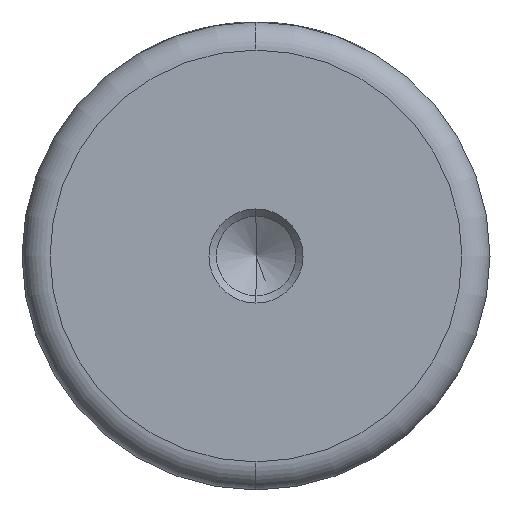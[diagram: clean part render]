
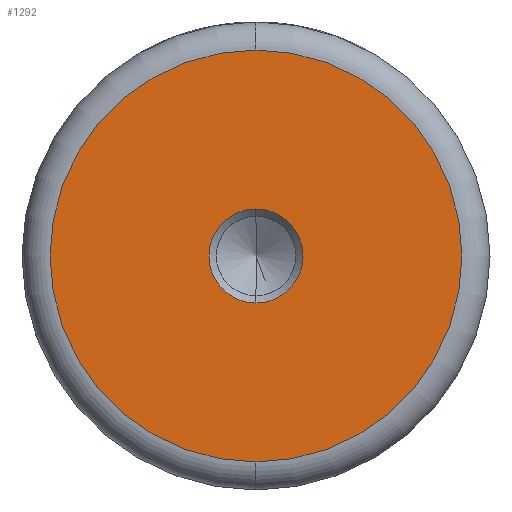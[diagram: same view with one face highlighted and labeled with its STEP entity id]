
A CAD part, left-side view. The second image highlights one B-rep face of the part: STEP entity #1292.
In plain terms, the highlighted planar face has unit normal (-1, 0, 0).
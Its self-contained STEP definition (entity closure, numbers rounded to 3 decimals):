
#100 = CARTESIAN_POINT ( 'NONE',  ( 0., 0., 22. ) ) ;
#144 = AXIS2_PLACEMENT_3D ( 'NONE', #1168, #1430, #761 ) ;
#162 = CARTESIAN_POINT ( 'NONE',  ( 0., 0., -5.025 ) ) ;
#241 = AXIS2_PLACEMENT_3D ( 'NONE', #1087, #437, #1201 ) ;
#260 = ORIENTED_EDGE ( 'NONE', *, *, #1067, .F. ) ;
#307 = EDGE_LOOP ( 'NONE', ( #260, #911 ) ) ;
#309 = ORIENTED_EDGE ( 'NONE', *, *, #1347, .T. ) ;
#335 = EDGE_CURVE ( 'NONE', #944, #849, #509, .T. ) ;
#370 = CIRCLE ( 'NONE', #738, 22. ) ;
#381 = EDGE_LOOP ( 'NONE', ( #309, #837 ) ) ;
#437 = DIRECTION ( 'NONE',  ( -1., 0., 0. ) ) ;
#443 = AXIS2_PLACEMENT_3D ( 'NONE', #1100, #457, #1219 ) ;
#457 = DIRECTION ( 'NONE',  ( -1., 0., 0. ) ) ;
#488 = CARTESIAN_POINT ( 'NONE',  ( 0., 0., 0. ) ) ;
#493 = CARTESIAN_POINT ( 'NONE',  ( 0., 0., 0. ) ) ;
#509 = CIRCLE ( 'NONE', #590, 5.025 ) ;
#590 = AXIS2_PLACEMENT_3D ( 'NONE', #488, #1250, #600 ) ;
#600 = DIRECTION ( 'NONE',  ( 0., 0., 1. ) ) ;
#604 = DIRECTION ( 'NONE',  ( 0., 0., 1. ) ) ;
#649 = PLANE ( 'NONE',  #144 ) ;
#728 = CARTESIAN_POINT ( 'NONE',  ( 0., 0., 5.025 ) ) ;
#738 = AXIS2_PLACEMENT_3D ( 'NONE', #493, #1254, #604 ) ;
#761 = DIRECTION ( 'NONE',  ( 0., 0., 1. ) ) ;
#837 = ORIENTED_EDGE ( 'NONE', *, *, #1462, .T. ) ;
#849 = VERTEX_POINT ( 'NONE', #728 ) ;
#911 = ORIENTED_EDGE ( 'NONE', *, *, #335, .F. ) ;
#944 = VERTEX_POINT ( 'NONE', #162 ) ;
#1067 = EDGE_CURVE ( 'NONE', #849, #944, #1489, .T. ) ;
#1080 = CIRCLE ( 'NONE', #241, 22. ) ;
#1087 = CARTESIAN_POINT ( 'NONE',  ( 0., 0., 0. ) ) ;
#1100 = CARTESIAN_POINT ( 'NONE',  ( 0., 0., 0. ) ) ;
#1138 = CARTESIAN_POINT ( 'NONE',  ( 0., 0., -22. ) ) ;
#1155 = FACE_OUTER_BOUND ( 'NONE', #381, .T. ) ;
#1168 = CARTESIAN_POINT ( 'NONE',  ( 0., 0., 0. ) ) ;
#1201 = DIRECTION ( 'NONE',  ( 0., 0., 1. ) ) ;
#1219 = DIRECTION ( 'NONE',  ( 0., 0., 1. ) ) ;
#1250 = DIRECTION ( 'NONE',  ( -1., 0., 0. ) ) ;
#1254 = DIRECTION ( 'NONE',  ( -1., 0., 0. ) ) ;
#1292 = ADVANCED_FACE ( 'NONE', ( #1428, #1155 ), #649, .T. ) ;
#1347 = EDGE_CURVE ( 'NONE', #1492, #1505, #1080, .T. ) ;
#1428 = FACE_BOUND ( 'NONE', #307, .T. ) ;
#1430 = DIRECTION ( 'NONE',  ( -1., 0., 0. ) ) ;
#1462 = EDGE_CURVE ( 'NONE', #1505, #1492, #370, .T. ) ;
#1489 = CIRCLE ( 'NONE', #443, 5.025 ) ;
#1492 = VERTEX_POINT ( 'NONE', #100 ) ;
#1505 = VERTEX_POINT ( 'NONE', #1138 ) ;
